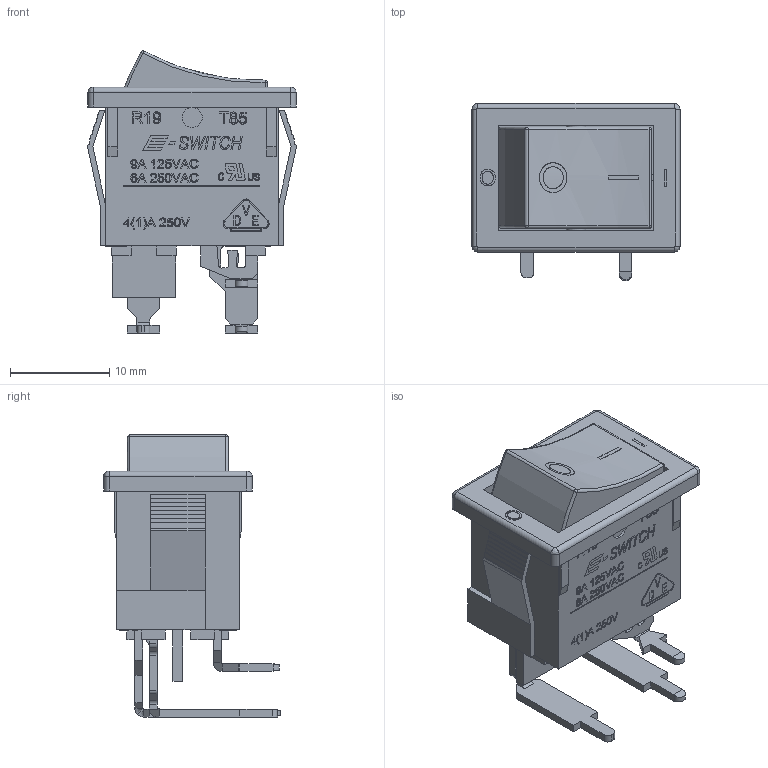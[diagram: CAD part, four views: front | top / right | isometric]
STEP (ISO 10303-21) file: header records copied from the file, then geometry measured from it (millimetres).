
FILE_DESCRIPTION(/* description */ (''),/* implementation_level */ '2;1');
FILE_NAME(/* name */ 'R1973AxxxxxxFRx.stp',/* time_stamp */ '2024-04-24T11:30:56-05:00',/* author */ ('mroman'),/* organization */ (''),/* preprocessor_version */ 'ST-DEVELOPER v18.1',/* originating_system */ 'Autodesk Inventor 2022',/* authorisation */ '');
FILE_SCHEMA (('AUTOMOTIVE_DESIGN { 1 0 10303 214 3 1 1 }'));
Length unit declared in the file: millimetre
Products named in the file (1): R1973AxxxxxxFRx
Bounding box: 21.1 x 17.84 x 28.46 mm (x, y, z)
Volume: 2748.2 mm3; surface area: 4508 mm2
Topology: 1 solids, 1 shells, 1150 faces, 3140 edges, 2072 vertices
Faces by surface type: plane 716, bspline 350, cylinder 74, torus 6, sphere 4
Full cylindrical faces by diameter (mm): 2 x4
Entity records: 39891 total; most frequent: CARTESIAN_POINT 12969, ORIENTED_EDGE 6280, DIRECTION 4208, EDGE_CURVE 3140, LINE 2274, VECTOR 2274, VERTEX_POINT 2072, EDGE_LOOP 1250
